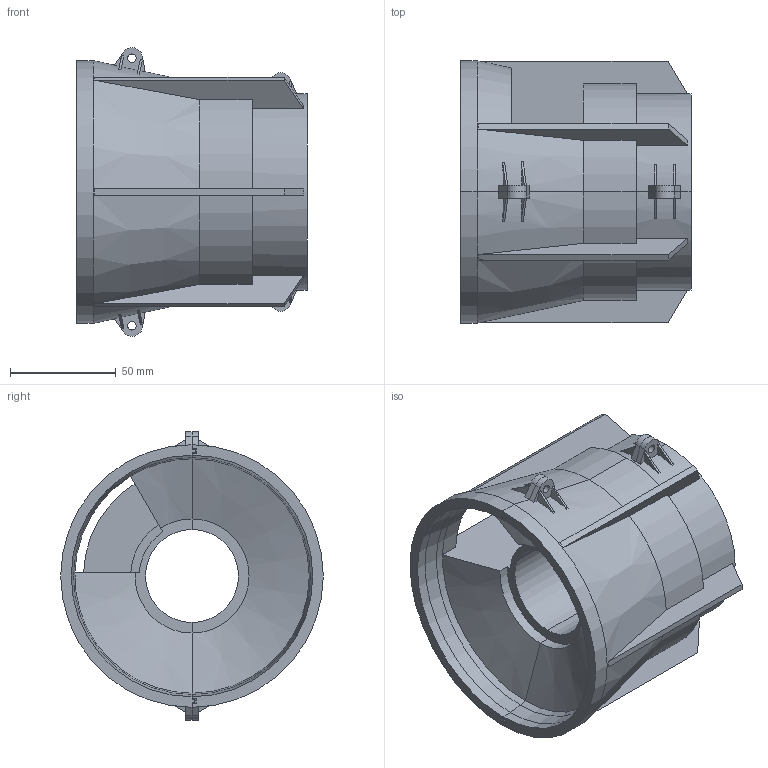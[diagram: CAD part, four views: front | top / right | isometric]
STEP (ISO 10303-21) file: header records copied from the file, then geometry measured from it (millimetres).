
FILE_DESCRIPTION(/* description */ (''),/* implementation_level */ '2;1');
FILE_NAME(/* name */ 'Sistema celestron mamiya rb76.stp',/* time_stamp */ '2019-07-30T12:23:26-04:00',/* author */ ('Sebastian Duarte'),/* organization */ (''),/* preprocessor_version */ 'ST-DEVELOPER v17.2',/* originating_system */ 'Autodesk Inventor 2019',/* authorisation */ '');
FILE_SCHEMA (('AUTOMOTIVE_DESIGN { 1 0 10303 214 3 1 1 }'));
Length unit declared in the file: inch
Products named in the file (3): perfil; Solid5; Solid6
Assembly tree (2 placements, depth 2):
  perfil
    Solid5
    Solid6
Bounding box: 109 x 124.3 x 136.62 mm (x, y, z)
Volume: 404785.1 mm3; surface area: 104691.4 mm2
Topology: 2 solids, 2 shells, 306 faces, 907 edges, 601 vertices
Faces by surface type: plane 251, cylinder 44, cone 11
Full cylindrical faces by diameter (mm): 4 x8
Entity records: 10263 total; most frequent: CARTESIAN_POINT 1919, ORIENTED_EDGE 1814, DIRECTION 1642, EDGE_CURVE 907, LINE 694, VECTOR 694, VERTEX_POINT 601, AXIS2_PLACEMENT_3D 474
